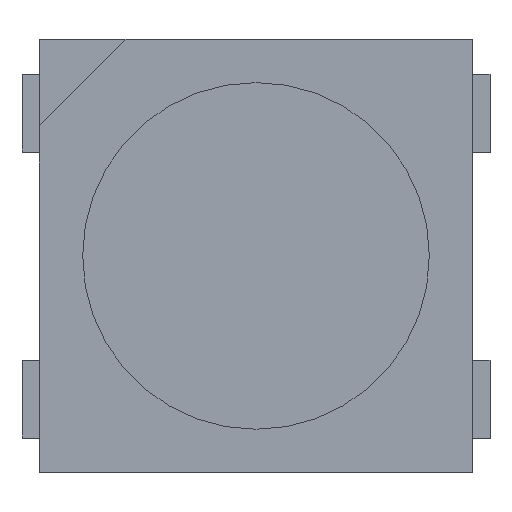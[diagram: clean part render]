
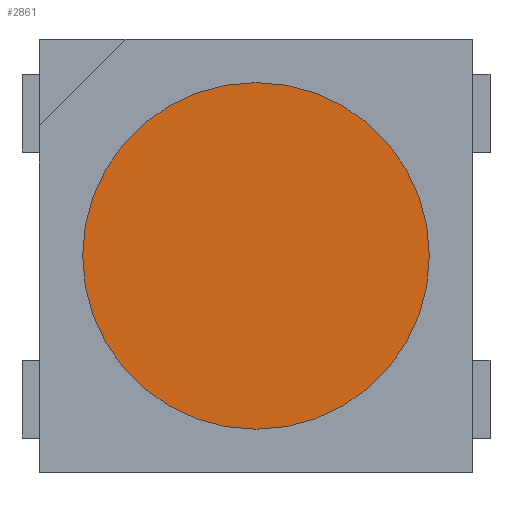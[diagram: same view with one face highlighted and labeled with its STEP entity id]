
A CAD part, top view. The second image highlights one B-rep face of the part: STEP entity #2861.
In plain terms, the highlighted planar face has unit normal (0, 0, 1).
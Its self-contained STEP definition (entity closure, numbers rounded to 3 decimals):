
#235 = PLANE('',#236);
#236 = AXIS2_PLACEMENT_3D('',#237,#238,#239);
#237 = CARTESIAN_POINT('',(0.,0.,1.7)
  );
#238 = DIRECTION('',(0.,0.,1.));
#239 = DIRECTION('',(0.,1.,0.));
#1488 = EDGE_CURVE('',#1489,#1491,#1493,.T.);
#1489 = VERTEX_POINT('',#1490);
#1490 = CARTESIAN_POINT('',(0.,2.,1.7));
#1491 = VERTEX_POINT('',#1492);
#1492 = CARTESIAN_POINT('',(0.,-2.,1.7));
#1493 = SURFACE_CURVE('',#1494,(#1499,#1510),.PCURVE_S1.);
#1494 = CIRCLE('',#1495,2.);
#1495 = AXIS2_PLACEMENT_3D('',#1496,#1497,#1498);
#1496 = CARTESIAN_POINT('',(0.,0.,1.7)
  );
#1497 = DIRECTION('',(0.,0.,-1.));
#1498 = DIRECTION('',(0.,-1.,0.));
#1499 = PCURVE('',#235,#1500);
#1500 = DEFINITIONAL_REPRESENTATION('',(#1501),#1509);
#1501 = ( BOUNDED_CURVE() B_SPLINE_CURVE(2,(#1502,#1503,#1504,#1505,
#1506,#1507,#1508),.UNSPECIFIED.,.T.,.F.) B_SPLINE_CURVE_WITH_KNOTS((1,2
    ,2,2,2,1),(-2.094,0.,2.094,4.189,
6.283,8.378),.UNSPECIFIED.) CURVE() 
GEOMETRIC_REPRESENTATION_ITEM() RATIONAL_B_SPLINE_CURVE((1.,0.5,1.,0.5,
1.,0.5,1.)) REPRESENTATION_ITEM('') );
#1502 = CARTESIAN_POINT('',(-2.,0.));
#1503 = CARTESIAN_POINT('',(-2.,3.464));
#1504 = CARTESIAN_POINT('',(1.,1.732));
#1505 = CARTESIAN_POINT('',(4.,0.));
#1506 = CARTESIAN_POINT('',(1.,-1.732));
#1507 = CARTESIAN_POINT('',(-2.,-3.464));
#1508 = CARTESIAN_POINT('',(-2.,0.));
#1509 = ( GEOMETRIC_REPRESENTATION_CONTEXT(2) 
PARAMETRIC_REPRESENTATION_CONTEXT() REPRESENTATION_CONTEXT('2D SPACE',''
  ) );
#1510 = PCURVE('',#1511,#1516);
#1511 = PLANE('',#1512);
#1512 = AXIS2_PLACEMENT_3D('',#1513,#1514,#1515);
#1513 = CARTESIAN_POINT('',(0.,0.,1.7)
  );
#1514 = DIRECTION('',(0.,0.,1.));
#1515 = DIRECTION('',(0.,1.,0.));
#1516 = DEFINITIONAL_REPRESENTATION('',(#1517),#1525);
#1517 = ( BOUNDED_CURVE() B_SPLINE_CURVE(2,(#1518,#1519,#1520,#1521,
#1522,#1523,#1524),.UNSPECIFIED.,.T.,.F.) B_SPLINE_CURVE_WITH_KNOTS((1,2
    ,2,2,2,1),(-2.094,0.,2.094,4.189,
6.283,8.378),.UNSPECIFIED.) CURVE() 
GEOMETRIC_REPRESENTATION_ITEM() RATIONAL_B_SPLINE_CURVE((1.,0.5,1.,0.5,
1.,0.5,1.)) REPRESENTATION_ITEM('') );
#1518 = CARTESIAN_POINT('',(-2.,0.));
#1519 = CARTESIAN_POINT('',(-2.,3.464));
#1520 = CARTESIAN_POINT('',(1.,1.732));
#1521 = CARTESIAN_POINT('',(4.,0.));
#1522 = CARTESIAN_POINT('',(1.,-1.732));
#1523 = CARTESIAN_POINT('',(-2.,-3.464));
#1524 = CARTESIAN_POINT('',(-2.,0.));
#1525 = ( GEOMETRIC_REPRESENTATION_CONTEXT(2) 
PARAMETRIC_REPRESENTATION_CONTEXT() REPRESENTATION_CONTEXT('2D SPACE',''
  ) );
#1527 = EDGE_CURVE('',#1491,#1489,#1528,.T.);
#1528 = SURFACE_CURVE('',#1529,(#1534,#1545),.PCURVE_S1.);
#1529 = CIRCLE('',#1530,2.);
#1530 = AXIS2_PLACEMENT_3D('',#1531,#1532,#1533);
#1531 = CARTESIAN_POINT('',(0.,0.,1.7)
  );
#1532 = DIRECTION('',(0.,0.,-1.));
#1533 = DIRECTION('',(0.,-1.,0.));
#1534 = PCURVE('',#235,#1535);
#1535 = DEFINITIONAL_REPRESENTATION('',(#1536),#1544);
#1536 = ( BOUNDED_CURVE() B_SPLINE_CURVE(2,(#1537,#1538,#1539,#1540,
#1541,#1542,#1543),.UNSPECIFIED.,.T.,.F.) B_SPLINE_CURVE_WITH_KNOTS((1,2
    ,2,2,2,1),(-2.094,0.,2.094,4.189,
6.283,8.378),.UNSPECIFIED.) CURVE() 
GEOMETRIC_REPRESENTATION_ITEM() RATIONAL_B_SPLINE_CURVE((1.,0.5,1.,0.5,
1.,0.5,1.)) REPRESENTATION_ITEM('') );
#1537 = CARTESIAN_POINT('',(-2.,0.));
#1538 = CARTESIAN_POINT('',(-2.,3.464));
#1539 = CARTESIAN_POINT('',(1.,1.732));
#1540 = CARTESIAN_POINT('',(4.,0.));
#1541 = CARTESIAN_POINT('',(1.,-1.732));
#1542 = CARTESIAN_POINT('',(-2.,-3.464));
#1543 = CARTESIAN_POINT('',(-2.,0.));
#1544 = ( GEOMETRIC_REPRESENTATION_CONTEXT(2) 
PARAMETRIC_REPRESENTATION_CONTEXT() REPRESENTATION_CONTEXT('2D SPACE',''
  ) );
#1545 = PCURVE('',#1511,#1546);
#1546 = DEFINITIONAL_REPRESENTATION('',(#1547),#1555);
#1547 = ( BOUNDED_CURVE() B_SPLINE_CURVE(2,(#1548,#1549,#1550,#1551,
#1552,#1553,#1554),.UNSPECIFIED.,.T.,.F.) B_SPLINE_CURVE_WITH_KNOTS((1,2
    ,2,2,2,1),(-2.094,0.,2.094,4.189,
6.283,8.378),.UNSPECIFIED.) CURVE() 
GEOMETRIC_REPRESENTATION_ITEM() RATIONAL_B_SPLINE_CURVE((1.,0.5,1.,0.5,
1.,0.5,1.)) REPRESENTATION_ITEM('') );
#1548 = CARTESIAN_POINT('',(-2.,0.));
#1549 = CARTESIAN_POINT('',(-2.,3.464));
#1550 = CARTESIAN_POINT('',(1.,1.732));
#1551 = CARTESIAN_POINT('',(4.,0.));
#1552 = CARTESIAN_POINT('',(1.,-1.732));
#1553 = CARTESIAN_POINT('',(-2.,-3.464));
#1554 = CARTESIAN_POINT('',(-2.,0.));
#1555 = ( GEOMETRIC_REPRESENTATION_CONTEXT(2) 
PARAMETRIC_REPRESENTATION_CONTEXT() REPRESENTATION_CONTEXT('2D SPACE',''
  ) );
#2861 = ADVANCED_FACE('',(#2862),#1511,.T.);
#2862 = FACE_BOUND('',#2863,.T.);
#2863 = EDGE_LOOP('',(#2864,#2865));
#2864 = ORIENTED_EDGE('',*,*,#1527,.F.);
#2865 = ORIENTED_EDGE('',*,*,#1488,.F.);
